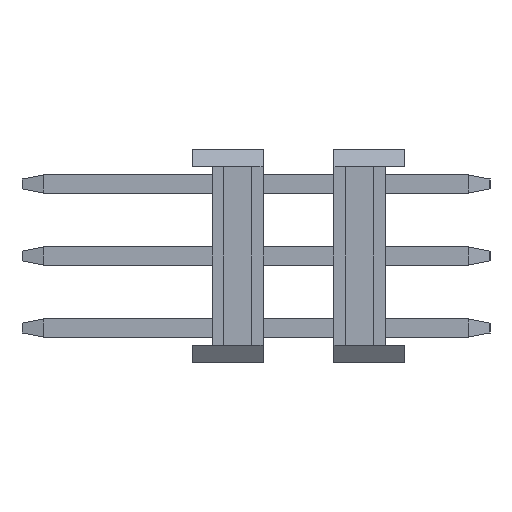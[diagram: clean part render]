
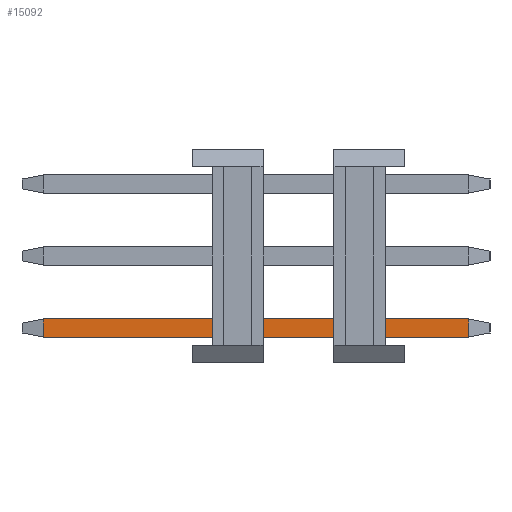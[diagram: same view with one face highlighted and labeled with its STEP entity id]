
A CAD part, left-side view. The second image highlights one B-rep face of the part: STEP entity #15092.
In plain terms, the highlighted face is planar.
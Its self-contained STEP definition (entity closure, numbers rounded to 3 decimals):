
#14926=CARTESIAN_POINT('',(0.32,0.75,-0.32));
#14927=VERTEX_POINT('',#14926);
#14957=CARTESIAN_POINT('',(0.32,15.75,-0.32));
#14958=VERTEX_POINT('',#14957);
#14959=CARTESIAN_POINT('',(0.32,15.75,-0.32));
#14960=DIRECTION('',(0.,-1.,0.));
#14961=VECTOR('',#14960,15.);
#14962=LINE('',#14959,#14961);
#14963=EDGE_CURVE('',#14958,#14927,#14962,.T.);
#15052=CARTESIAN_POINT('',(0.32,15.75,0.32));
#15053=VERTEX_POINT('',#15052);
#15060=CARTESIAN_POINT('',(0.32,15.75,0.32));
#15061=DIRECTION('',(0.,0.,-1.));
#15062=VECTOR('',#15061,0.64);
#15063=LINE('',#15060,#15062);
#15064=EDGE_CURVE('',#15053,#14958,#15063,.T.);
#15069=CARTESIAN_POINT('',(0.32,0.,0.32));
#15070=DIRECTION('',(0.,0.,-1.));
#15071=DIRECTION('',(1.,-0.,0.));
#15072=AXIS2_PLACEMENT_3D('',#15069,#15071,#15070);
#15073=PLANE('',#15072);
#15074=CARTESIAN_POINT('',(0.32,0.75,0.32));
#15075=VERTEX_POINT('',#15074);
#15076=CARTESIAN_POINT('',(0.32,15.75,0.32));
#15077=DIRECTION('',(0.,-1.,0.));
#15078=VECTOR('',#15077,15.);
#15079=LINE('',#15076,#15078);
#15080=EDGE_CURVE('',#15053,#15075,#15079,.T.);
#15081=ORIENTED_EDGE('',*,*,#15080,.T.);
#15082=CARTESIAN_POINT('',(0.32,0.75,0.32));
#15083=DIRECTION('',(0.,0.,-1.));
#15084=VECTOR('',#15083,0.64);
#15085=LINE('',#15082,#15084);
#15086=EDGE_CURVE('',#15075,#14927,#15085,.T.);
#15087=ORIENTED_EDGE('',*,*,#15086,.T.);
#15088=ORIENTED_EDGE('',*,*,#14963,.F.);
#15089=ORIENTED_EDGE('',*,*,#15064,.F.);
#15090=EDGE_LOOP('',(#15081,#15087,#15088,#15089));
#15091=FACE_OUTER_BOUND('',#15090,.T.);
#15092=ADVANCED_FACE('',(#15091),#15073,.T.);
